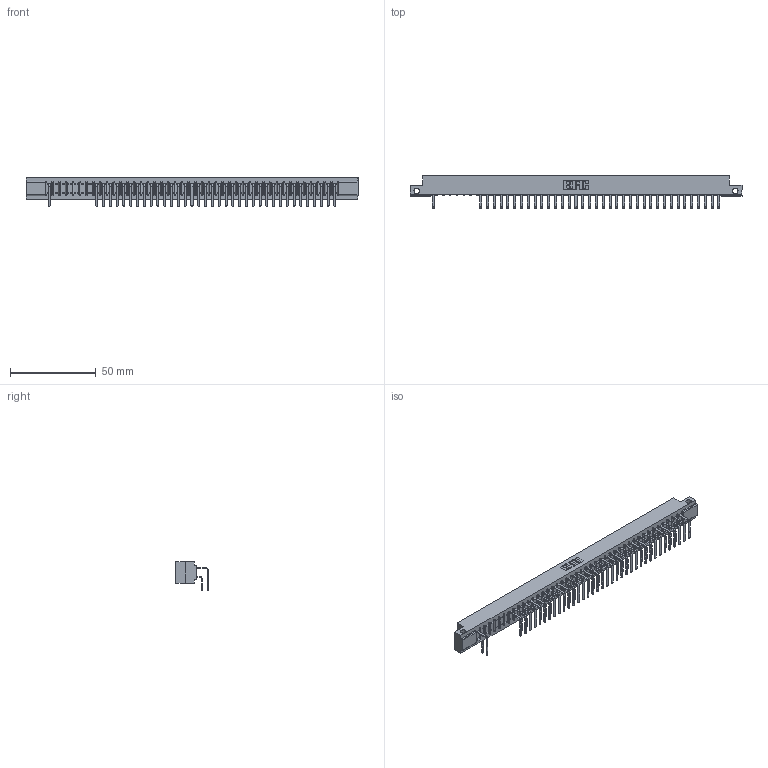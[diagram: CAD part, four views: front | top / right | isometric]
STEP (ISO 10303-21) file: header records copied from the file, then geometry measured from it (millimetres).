
FILE_DESCRIPTION (( 'STEP AP203' ), '1' );
FILE_NAME ('307-043-558-112.STEP', '2018-08-05T19:25:38', ( '' ), ( '' ), 'SwSTEP 2.0', 'SolidWorks 2016', '' );
FILE_SCHEMA (( 'CONFIG_CONTROL_DESIGN' ));
Length unit declared in the file: inch
Products named in the file (4): 307 Part_.128 Dia Side Mounting Holes; 307-290-001_558 559 - 1 (Single); 307-290-001_558 - 2 (Single); 307-043-558-112
Assembly tree (74 placements, depth 2):
  307-043-558-112
    307 Part_.128 Dia Side Mounting Holes
    307-290-001_558 559 - 1 (Single)  x36
    307-290-001_558 - 2 (Single)  x37
Bounding box: 193.4 x 18.96 x 16.8 mm (x, y, z)
Volume: 20587.3 mm3; surface area: 25986.3 mm2
Topology: 74 solids, 74 shells, 3942 faces, 11105 edges, 7186 vertices
Faces by surface type: plane 2557, cylinder 1297, sphere 88
Entity records: 39149 total; most frequent: CARTESIAN_POINT 6460, ORIENTED_EDGE 6414, DIRECTION 6313, EDGE_CURVE 3207, LINE 2459, VECTOR 2459, VERTEX_POINT 2074, AXIS2_PLACEMENT_3D 1927
